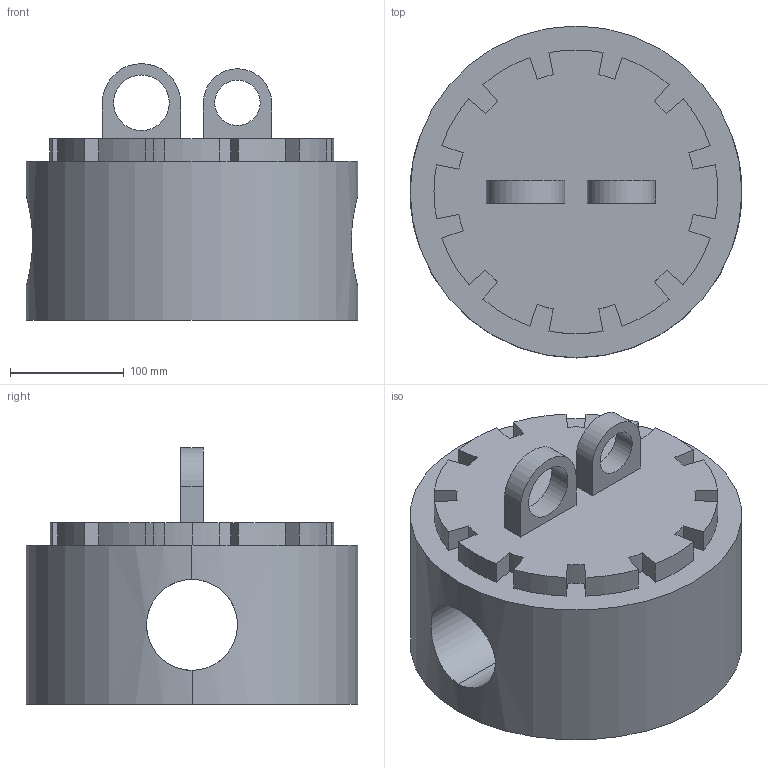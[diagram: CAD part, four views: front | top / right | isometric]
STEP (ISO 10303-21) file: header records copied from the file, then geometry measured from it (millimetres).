
FILE_DESCRIPTION (( 'STEP AP203' ), '1' );
FILE_NAME ('Bow_Horizontal_Thruster_Tunnel_Default_sldprt.STEP', '2020-08-14T00:47:30', ( '' ), ( '' ), 'SwSTEP 2.0', 'SolidWorks 2017', '' );
FILE_SCHEMA (( 'CONFIG_CONTROL_DESIGN' ));
Length unit declared in the file: millimetre
Products named in the file (1): Bow_Horizontal_Thruster_Tunnel_Default_sldprt
Bounding box: 292 x 292 x 226 mm (x, y, z)
Volume: 8005607.8 mm3; surface area: 391465.3 mm2
Topology: 1 solids, 1 shells, 120 faces, 344 edges, 228 vertices
Faces by surface type: cylinder 60, plane 60
Entity records: 4293 total; most frequent: CARTESIAN_POINT 953, DIRECTION 698, ORIENTED_EDGE 688, EDGE_CURVE 344, AXIS2_PLACEMENT_3D 237, VERTEX_POINT 228, VECTOR 224, LINE 224
